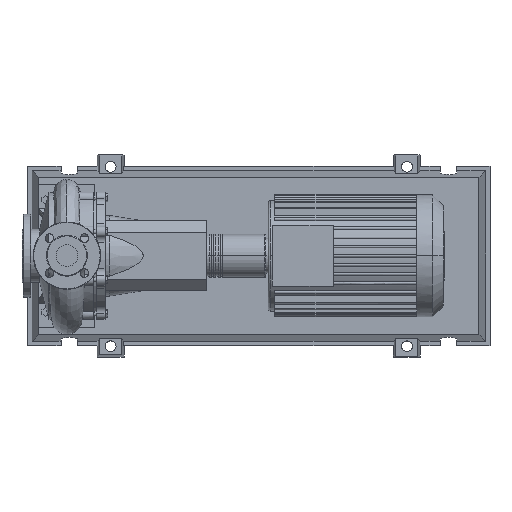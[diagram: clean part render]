
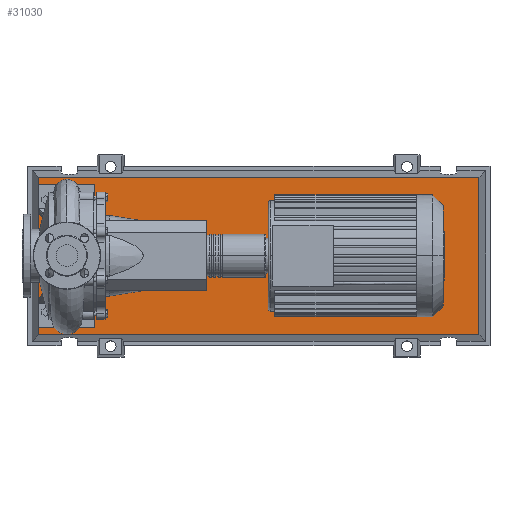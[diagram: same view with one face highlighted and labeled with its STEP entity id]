
A CAD part, top view. The second image highlights one B-rep face of the part: STEP entity #31030.
In plain terms, the highlighted planar face has unit normal (0, 0, 1).
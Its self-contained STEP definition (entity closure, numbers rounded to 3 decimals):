
#30711=CARTESIAN_POINT('',(917.971,-175.471,103.0));
#30712=VERTEX_POINT('',#30711);
#30719=CARTESIAN_POINT('',(-62.971,-175.471,103.0));
#30720=VERTEX_POINT('',#30719);
#30721=CARTESIAN_POINT('',(917.971,-175.471,103.0));
#30722=DIRECTION('',(-1.0,0.0,0.0));
#30723=VECTOR('',#30722,980.941);
#30724=LINE('',#30721,#30723);
#30725=EDGE_CURVE('',#30712,#30720,#30724,.T.);
#30943=CARTESIAN_POINT('',(917.971,175.471,103.0));
#30944=VERTEX_POINT('',#30943);
#30945=CARTESIAN_POINT('',(917.971,175.471,103.0));
#30946=DIRECTION('',(0.0,-1.0,0.0));
#30947=VECTOR('',#30946,350.941);
#30948=LINE('',#30945,#30947);
#30949=EDGE_CURVE('',#30944,#30712,#30948,.T.);
#30967=CARTESIAN_POINT('',(-62.971,175.471,103.0));
#30968=VERTEX_POINT('',#30967);
#30969=CARTESIAN_POINT('',(-62.971,-175.471,103.0));
#30970=DIRECTION('',(0.0,1.0,0.0));
#30971=VECTOR('',#30970,350.941);
#30972=LINE('',#30969,#30971);
#30973=EDGE_CURVE('',#30720,#30968,#30972,.T.);
#31006=CARTESIAN_POINT('',(-62.971,175.471,103.0));
#31007=DIRECTION('',(1.0,0.0,0.0));
#31008=VECTOR('',#31007,980.941);
#31009=LINE('',#31006,#31008);
#31010=EDGE_CURVE('',#30968,#30944,#31009,.T.);
#31019=CARTESIAN_POINT('',(427.5,0.,103.0));
#31020=DIRECTION('',(0.0,0.0,1.0));
#31021=DIRECTION('',(1.0,0.0,0.0));
#31022=AXIS2_PLACEMENT_3D('',#31019,#31020,#31021);
#31023=PLANE('',#31022);
#31024=ORIENTED_EDGE('',*,*,#30949,.F.);
#31025=ORIENTED_EDGE('',*,*,#31010,.F.);
#31026=ORIENTED_EDGE('',*,*,#30973,.F.);
#31027=ORIENTED_EDGE('',*,*,#30725,.F.);
#31028=EDGE_LOOP('',(#31024,#31025,#31026,#31027));
#31029=FACE_OUTER_BOUND('',#31028,.T.);
#31030=ADVANCED_FACE('',(#31029),#31023,.T.);
